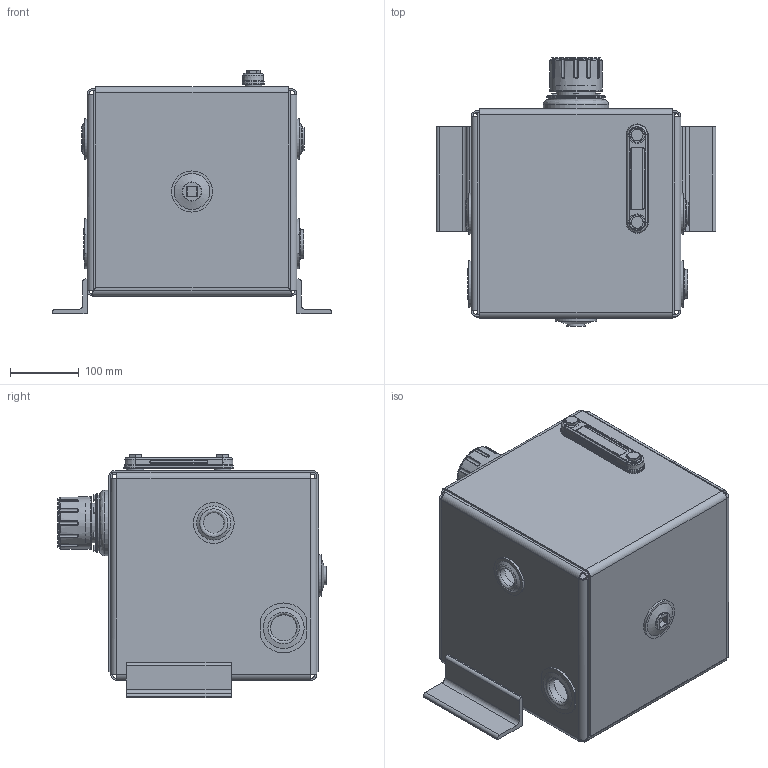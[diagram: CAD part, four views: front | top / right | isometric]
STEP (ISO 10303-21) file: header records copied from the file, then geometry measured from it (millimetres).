
FILE_DESCRIPTION (( 'STEP AP214' ), '1' );
FILE_NAME ('PX1036726A.step', '2019-01-25T22:56:35', ( 'TDI' ), ( 'Twin Disc Inc' ), 'SwSTEP 2.0', 'SolidWorks 2015', '' );
FILE_SCHEMA (( 'AUTOMOTIVE_DESIGN' ));
Length unit declared in the file: millimetre
Products named in the file (1): PX1036726A
Bounding box: 406.4 x 389.64 x 354.05 mm (x, y, z)
Surface area: 1558776.6 mm2 (no closed solid volume)
Topology: 0 solids, 50 shells, 1314 faces, 3097 edges, 1949 vertices
Faces by surface type: plane 609, cylinder 378, bspline 243, cone 84
Full cylindrical faces by diameter (mm): 0.428 x1, 1.524 x2, 3.988 x6, 5.105 x4, 5.461 x6, 5.588 x12, 5.944 x2, 6.35 x6, 10.592 x2, 12.7 x4, 12.751 x2, 14.859 x2, 15.24 x2, 15.342 x2, 15.875 x2, 17.78 x2, 21.92 x2, 23.736 x1, 24.46 x2, 25.197 x2, 26.67 x1, 28.194 x1, 28.575 x1, 29.718 x2, 35.306 x2, 38.1 x3, 43.84 x2, 44.45 x2, 46.99 x1, 47.625 x21
Entity records: 82456 total; most frequent: CARTESIAN_POINT 40485, ORIENTED_EDGE 5564, DIRECTION 4922, EDGE_CURVE 2800, VERTEX_POINT 1890, AXIS2_PLACEMENT_3D 1772, EDGE_LOOP 1766, FACE_OUTER_BOUND 1479
